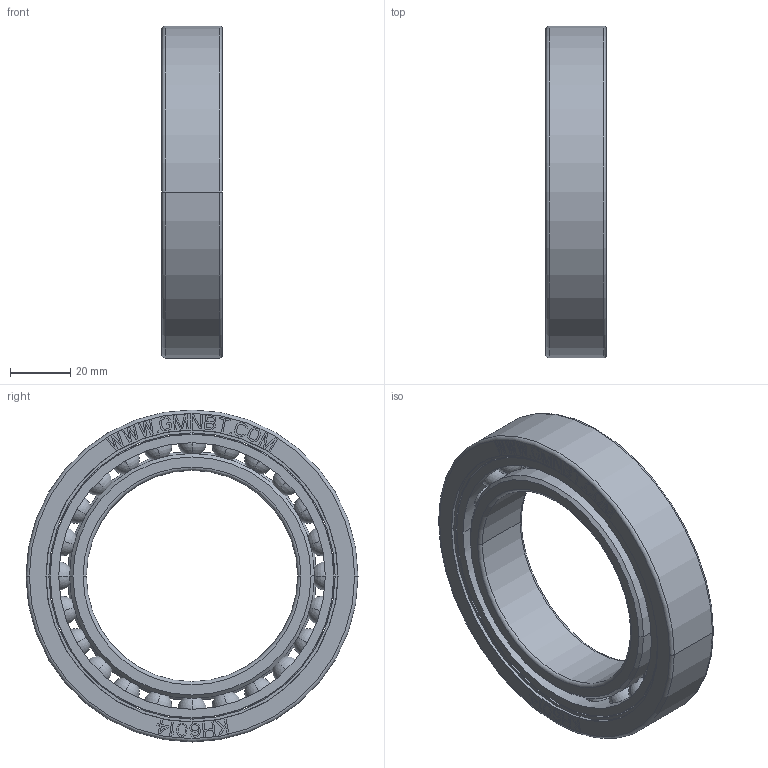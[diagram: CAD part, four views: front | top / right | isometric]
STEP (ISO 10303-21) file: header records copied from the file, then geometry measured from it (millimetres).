
FILE_DESCRIPTION((''),'2;1');
FILE_NAME('KH6014_PRT','2014-11-17T',('sales 4'),(''),'PRO/ENGINEER BY PARAMETRIC TECHNOLOGY CORPORATION, 2013150','PRO/ENGINEER BY PARAMETRIC TECHNOLOGY CORPORATION, 2013150','');
FILE_SCHEMA(('AUTOMOTIVE_DESIGN { 1 0 10303 214 1 1 1 1 }'));
Length unit declared in the file: millimetre
Products named in the file (1): KH6014_PRT
Bounding box: 20.01 x 110 x 110 mm (x, y, z)
Volume: 87829.5 mm3; surface area: 46243.7 mm2
Topology: 27 solids, 27 shells, 576 faces, 1609 edges, 1014 vertices
Faces by surface type: plane 440, cylinder 66, sphere 48, torus 12, cone 10
Entity records: 30045 total; most frequent: CARTESIAN_POINT 10715, ORIENTED_EDGE 3026, DIRECTION 2685, PRESENTATION_STYLE_ASSIGNMENT 1565, STYLED_ITEM 1540, CURVE_STYLE 1513, EDGE_CURVE 1513, VECTOR 1301
